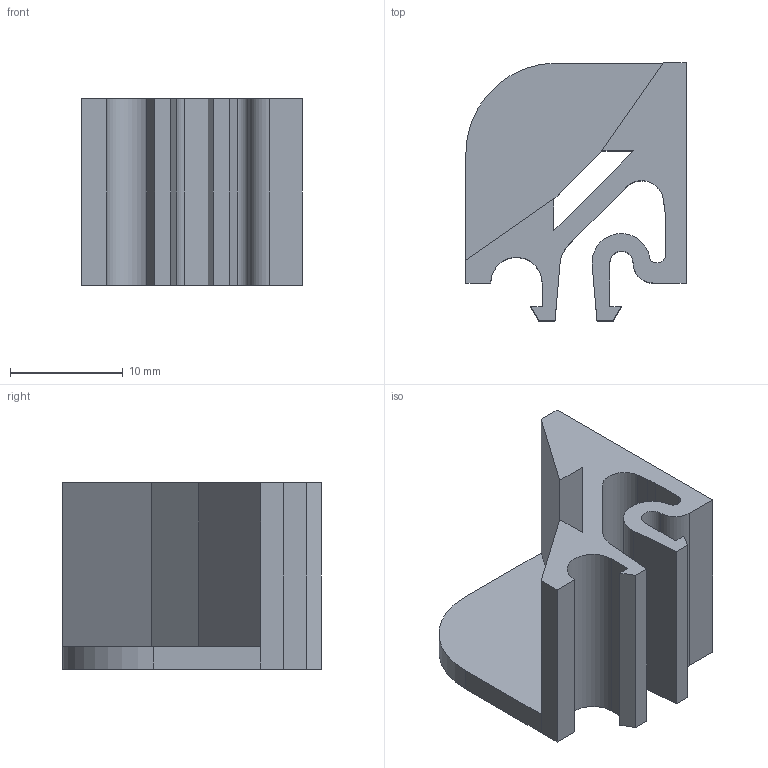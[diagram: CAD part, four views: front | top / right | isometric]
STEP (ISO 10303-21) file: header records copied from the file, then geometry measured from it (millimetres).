
FILE_DESCRIPTION(('FreeCAD Model'),'2;1');
FILE_NAME('Open CASCADE Shape Model','2023-02-14T23:28:09',(''),(''), 'Open CASCADE STEP processor 7.6','FreeCAD','Unknown');
FILE_SCHEMA(('AUTOMOTIVE_DESIGN { 1 0 10303 214 1 1 1 1 }'));
Length unit declared in the file: millimetre
Products named in the file (1): Body
Bounding box: 19.5 x 22.85 x 16.5 mm (x, y, z)
Volume: 2659.6 mm3; surface area: 2769 mm2
Topology: 1 solids, 1 shells, 44 faces, 124 edges, 80 vertices
Faces by surface type: plane 34, cylinder 10
Entity records: 3042 total; most frequent: CARTESIAN_POINT 497, DIRECTION 482, LINE 332, VECTOR 332, ORIENTED_EDGE 248, PCURVE 248, DEFINITIONAL_REPRESENTATION 248, EDGE_CURVE 124
